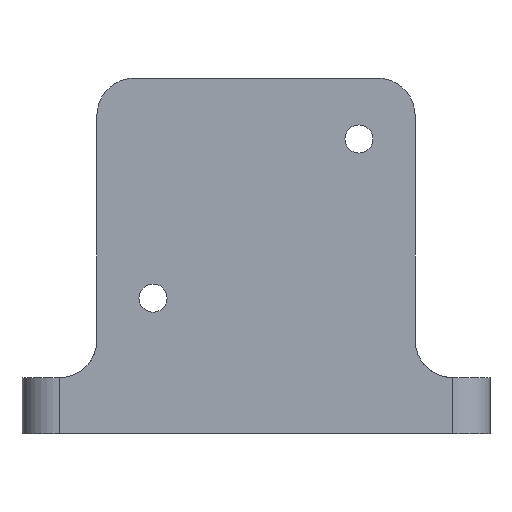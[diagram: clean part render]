
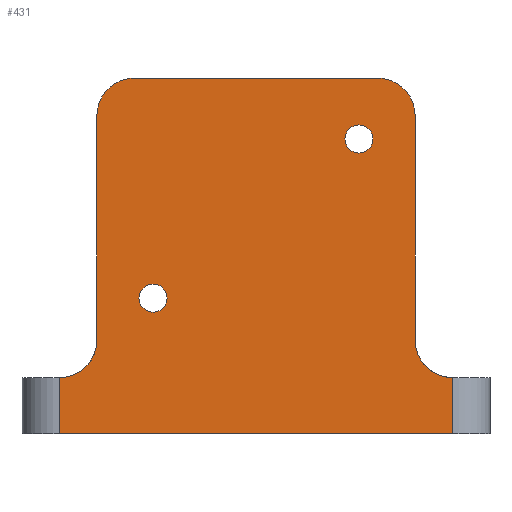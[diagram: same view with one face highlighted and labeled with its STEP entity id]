
A CAD part, front view. The second image highlights one B-rep face of the part: STEP entity #431.
In plain terms, the highlighted planar face has unit normal (0, -1, 0).
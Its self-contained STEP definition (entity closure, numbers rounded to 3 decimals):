
#23=FACE_BOUND('',#87,.T.);
#24=FACE_BOUND('',#88,.T.);
#34=PLANE('',#492);
#57=FACE_OUTER_BOUND('',#86,.T.);
#86=EDGE_LOOP('',(#384,#385,#386,#387,#388,#389,#390,#391,#392,#393));
#87=EDGE_LOOP('',(#394));
#88=EDGE_LOOP('',(#395));
#103=LINE('',#673,#138);
#104=LINE('',#676,#139);
#105=LINE('',#679,#140);
#112=LINE('',#709,#147);
#118=LINE('',#728,#153);
#123=LINE('',#743,#158);
#138=VECTOR('',#539,10.);
#139=VECTOR('',#542,10.);
#140=VECTOR('',#547,10.);
#147=VECTOR('',#580,10.);
#153=VECTOR('',#600,10.);
#158=VECTOR('',#621,10.);
#171=CIRCLE('',#467,2.);
#172=CIRCLE('',#470,2.);
#174=CIRCLE('',#475,2.);
#178=CIRCLE('',#482,2.);
#179=CIRCLE('',#488,0.75);
#180=CIRCLE('',#490,0.75);
#190=VERTEX_POINT('',#647);
#193=VERTEX_POINT('',#653);
#199=VERTEX_POINT('',#671);
#200=VERTEX_POINT('',#675);
#203=VERTEX_POINT('',#686);
#206=VERTEX_POINT('',#693);
#209=VERTEX_POINT('',#703);
#210=VERTEX_POINT('',#705);
#215=VERTEX_POINT('',#722);
#216=VERTEX_POINT('',#724);
#217=VERTEX_POINT('',#735);
#218=VERTEX_POINT('',#739);
#242=EDGE_CURVE('',#199,#190,#103,.T.);
#243=EDGE_CURVE('',#193,#200,#104,.T.);
#245=EDGE_CURVE('',#199,#200,#105,.T.);
#249=EDGE_CURVE('',#190,#203,#171,.T.);
#253=EDGE_CURVE('',#206,#193,#172,.T.);
#258=EDGE_CURVE('',#209,#210,#174,.T.);
#260=EDGE_CURVE('',#203,#209,#112,.T.);
#268=EDGE_CURVE('',#215,#216,#178,.T.);
#270=EDGE_CURVE('',#216,#206,#118,.T.);
#274=EDGE_CURVE('',#217,#217,#179,.T.);
#276=EDGE_CURVE('',#218,#218,#180,.T.);
#277=EDGE_CURVE('',#210,#215,#123,.T.);
#384=ORIENTED_EDGE('',*,*,#242,.F.);
#385=ORIENTED_EDGE('',*,*,#245,.T.);
#386=ORIENTED_EDGE('',*,*,#243,.F.);
#387=ORIENTED_EDGE('',*,*,#253,.F.);
#388=ORIENTED_EDGE('',*,*,#270,.F.);
#389=ORIENTED_EDGE('',*,*,#268,.F.);
#390=ORIENTED_EDGE('',*,*,#277,.F.);
#391=ORIENTED_EDGE('',*,*,#258,.F.);
#392=ORIENTED_EDGE('',*,*,#260,.F.);
#393=ORIENTED_EDGE('',*,*,#249,.F.);
#394=ORIENTED_EDGE('',*,*,#276,.F.);
#395=ORIENTED_EDGE('',*,*,#274,.F.);
#431=ADVANCED_FACE('',(#57,#23,#24),#34,.F.);
#467=AXIS2_PLACEMENT_3D('',#687,#555,#556);
#470=AXIS2_PLACEMENT_3D('',#695,#563,#564);
#475=AXIS2_PLACEMENT_3D('',#706,#575,#576);
#482=AXIS2_PLACEMENT_3D('',#725,#595,#596);
#488=AXIS2_PLACEMENT_3D('',#737,#612,#613);
#490=AXIS2_PLACEMENT_3D('',#741,#617,#618);
#492=AXIS2_PLACEMENT_3D('',#744,#622,#623);
#539=DIRECTION('',(0.,0.,1.));
#542=DIRECTION('',(0.,0.,-1.));
#547=DIRECTION('',(1.,0.,0.));
#555=DIRECTION('center_axis',(0.,-1.,0.));
#556=DIRECTION('ref_axis',(0.707,0.,-0.707));
#563=DIRECTION('center_axis',(0.,-1.,0.));
#564=DIRECTION('ref_axis',(-0.707,0.,-0.707));
#575=DIRECTION('center_axis',(0.,1.,0.));
#576=DIRECTION('ref_axis',(-0.707,0.,0.707));
#580=DIRECTION('',(0.,0.,1.));
#595=DIRECTION('center_axis',(0.,1.,0.));
#596=DIRECTION('ref_axis',(0.707,0.,0.707));
#600=DIRECTION('',(0.,0.,-1.));
#612=DIRECTION('center_axis',(0.,-1.,0.));
#613=DIRECTION('ref_axis',(1.,0.,0.));
#617=DIRECTION('center_axis',(0.,-1.,0.));
#618=DIRECTION('ref_axis',(1.,0.,0.));
#621=DIRECTION('',(1.,0.,0.));
#622=DIRECTION('center_axis',(0.,1.,0.));
#623=DIRECTION('ref_axis',(1.,0.,0.));
#647=CARTESIAN_POINT('',(-2.,0.,-16.));
#653=CARTESIAN_POINT('',(19.,0.,-16.));
#671=CARTESIAN_POINT('',(-2.,0.,-19.));
#673=CARTESIAN_POINT('',(-2.,0.,-13.5));
#675=CARTESIAN_POINT('',(19.,0.,-19.));
#676=CARTESIAN_POINT('',(19.,0.,-12.));
#679=CARTESIAN_POINT('',(-4.,0.,-19.));
#686=CARTESIAN_POINT('',(0.,0.,-14.));
#687=CARTESIAN_POINT('Origin',(-2.,0.,-14.));
#693=CARTESIAN_POINT('',(17.,0.,-14.));
#695=CARTESIAN_POINT('Origin',(19.,0.,-14.));
#703=CARTESIAN_POINT('',(0.,0.,-2.));
#705=CARTESIAN_POINT('',(2.,0.,0.));
#706=CARTESIAN_POINT('Origin',(2.,0.,-2.));
#709=CARTESIAN_POINT('',(0.,0.,-16.));
#722=CARTESIAN_POINT('',(15.,0.,0.));
#724=CARTESIAN_POINT('',(17.,0.,-2.));
#725=CARTESIAN_POINT('Origin',(15.,0.,-2.));
#728=CARTESIAN_POINT('',(17.,0.,0.));
#735=CARTESIAN_POINT('',(13.25,0.,-3.25));
#737=CARTESIAN_POINT('Origin',(14.,0.,-3.25));
#739=CARTESIAN_POINT('',(2.25,0.,-11.75));
#741=CARTESIAN_POINT('Origin',(3.,0.,-11.75));
#743=CARTESIAN_POINT('',(0.,0.,0.));
#744=CARTESIAN_POINT('Origin',(8.5,0.,-8.));
